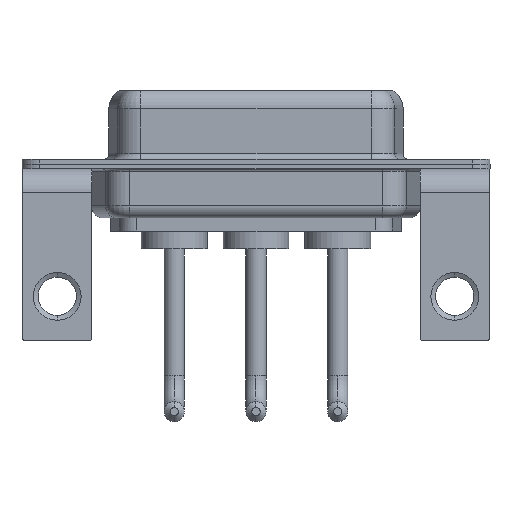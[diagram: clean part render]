
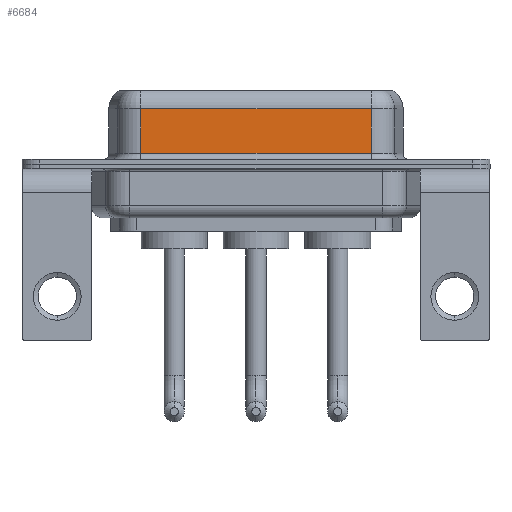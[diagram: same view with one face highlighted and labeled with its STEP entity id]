
A CAD part, front view. The second image highlights one B-rep face of the part: STEP entity #6684.
In plain terms, the highlighted planar face has unit normal (0, -1, 0).
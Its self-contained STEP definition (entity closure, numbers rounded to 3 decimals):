
#1050 = CARTESIAN_POINT ( 'NONE',  ( 7.013, -3.95, 4.65 ) ) ;
#1613 = LINE ( 'NONE', #3466, #2861 ) ;
#1691 = CARTESIAN_POINT ( 'NONE',  ( 26.287, -3.95, 4.65 ) ) ;
#1908 = LINE ( 'NONE', #6922, #12174 ) ;
#2352 = DIRECTION ( 'NONE',  ( 0., 1., 0. ) ) ;
#2386 = VECTOR ( 'NONE', #9530, 1000. ) ;
#2792 = ORIENTED_EDGE ( 'NONE', *, *, #12698, .T. ) ;
#2861 = VECTOR ( 'NONE', #5643, 1000. ) ;
#3201 = ORIENTED_EDGE ( 'NONE', *, *, #12268, .F. ) ;
#3448 = CARTESIAN_POINT ( 'NONE',  ( 26.287, -3.95, 0.9 ) ) ;
#3466 = CARTESIAN_POINT ( 'NONE',  ( 26.287, -3.95, 6.4 ) ) ;
#3582 = LINE ( 'NONE', #3448, #3710 ) ;
#3615 = EDGE_CURVE ( 'NONE', #13019, #6933, #1908, .T. ) ;
#3710 = VECTOR ( 'NONE', #9671, 1000. ) ;
#4276 = PLANE ( 'NONE',  #7188 ) ;
#5643 = DIRECTION ( 'NONE',  ( 0., 0., -1. ) ) ;
#5678 = ORIENTED_EDGE ( 'NONE', *, *, #3615, .T. ) ;
#6289 = ORIENTED_EDGE ( 'NONE', *, *, #10017, .T. ) ;
#6684 = ADVANCED_FACE ( 'NONE', ( #8434 ), #4276, .F. ) ;
#6826 = VERTEX_POINT ( 'NONE', #1691 ) ;
#6922 = CARTESIAN_POINT ( 'NONE',  ( 7.013, -3.95, 6.4 ) ) ;
#6933 = VERTEX_POINT ( 'NONE', #12892 ) ;
#7116 = DIRECTION ( 'NONE',  ( 0., 0., -1. ) ) ;
#7188 = AXIS2_PLACEMENT_3D ( 'NONE', #8498, #2352, #7361 ) ;
#7361 = DIRECTION ( 'NONE',  ( 0., 0., 1. ) ) ;
#7377 = LINE ( 'NONE', #8387, #2386 ) ;
#8387 = CARTESIAN_POINT ( 'NONE',  ( 26.287, -3.95, 4.65 ) ) ;
#8434 = FACE_OUTER_BOUND ( 'NONE', #11982, .T. ) ;
#8498 = CARTESIAN_POINT ( 'NONE',  ( 26.287, -3.95, 6.4 ) ) ;
#9530 = DIRECTION ( 'NONE',  ( -1., 0., 0. ) ) ;
#9671 = DIRECTION ( 'NONE',  ( 1., 0., 0. ) ) ;
#10017 = EDGE_CURVE ( 'NONE', #6826, #13019, #7377, .T. ) ;
#11982 = EDGE_LOOP ( 'NONE', ( #3201, #6289, #5678, #2792 ) ) ;
#12156 = VERTEX_POINT ( 'NONE', #12270 ) ;
#12174 = VECTOR ( 'NONE', #7116, 1000. ) ;
#12268 = EDGE_CURVE ( 'NONE', #6826, #12156, #1613, .T. ) ;
#12270 = CARTESIAN_POINT ( 'NONE',  ( 26.287, -3.95, 0.9 ) ) ;
#12698 = EDGE_CURVE ( 'NONE', #6933, #12156, #3582, .T. ) ;
#12892 = CARTESIAN_POINT ( 'NONE',  ( 7.013, -3.95, 0.9 ) ) ;
#13019 = VERTEX_POINT ( 'NONE', #1050 ) ;
